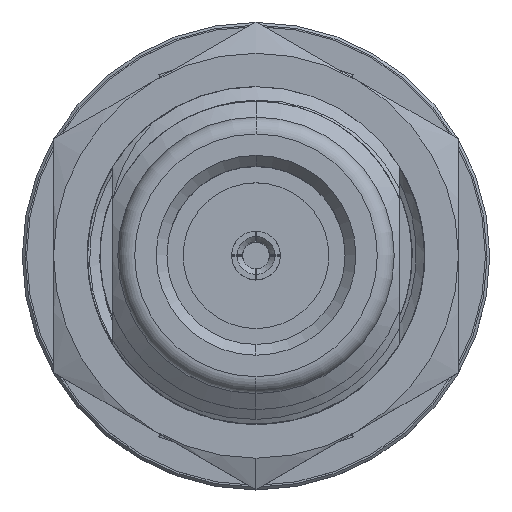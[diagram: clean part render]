
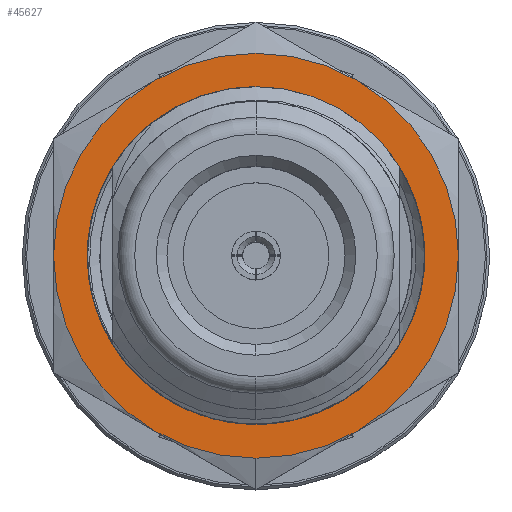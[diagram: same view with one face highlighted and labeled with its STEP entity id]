
A CAD part, top view. The second image highlights one B-rep face of the part: STEP entity #45627.
In plain terms, the highlighted face is planar.
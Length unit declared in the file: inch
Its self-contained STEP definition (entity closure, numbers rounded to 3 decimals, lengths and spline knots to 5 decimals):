
#936 = VERTEX_POINT ( 'NONE', #97958 ) ;
#3044 = VERTEX_POINT ( 'NONE', #74373 ) ;
#4006 = CIRCLE ( 'NONE', #138757, 0.3125 ) ;
#4739 = EDGE_CURVE ( 'NONE', #126674, #92205, #19527, .T. ) ;
#5150 = EDGE_CURVE ( 'NONE', #92205, #175389, #80108, .T. ) ;
#6932 = AXIS2_PLACEMENT_3D ( 'NONE', #131503, #48435, #157612 ) ;
#7203 = ORIENTED_EDGE ( 'NONE', *, *, #31862, .T. ) ;
#7239 = CIRCLE ( 'NONE', #28756, 0.375 ) ;
#12649 = CARTESIAN_POINT ( 'NONE',  ( 1.033, 0., -0.3125 ) ) ;
#14187 = DIRECTION ( 'NONE',  ( 0., 0., -1. ) ) ;
#16787 = DIRECTION ( 'NONE',  ( 1., 0., 0. ) ) ;
#18181 = CARTESIAN_POINT ( 'NONE',  ( 1.033, 0., 0. ) ) ;
#18305 = DIRECTION ( 'NONE',  ( 0., 0., -1. ) ) ;
#19527 = CIRCLE ( 'NONE', #106128, 0.375 ) ;
#20009 = DIRECTION ( 'NONE',  ( 1., 0., 0. ) ) ;
#22473 = AXIS2_PLACEMENT_3D ( 'NONE', #23814, #160869, #134755 ) ;
#23814 = CARTESIAN_POINT ( 'NONE',  ( 1.033, 0., 0. ) ) ;
#26556 = EDGE_LOOP ( 'NONE', ( #85910, #163496, #135815 ) ) ;
#27098 = CARTESIAN_POINT ( 'NONE',  ( 1.033, 0.1875, 0.32476 ) ) ;
#27177 = AXIS2_PLACEMENT_3D ( 'NONE', #172264, #128661, #18305 ) ;
#27528 = DIRECTION ( 'NONE',  ( 1., 0., 0. ) ) ;
#28756 = AXIS2_PLACEMENT_3D ( 'NONE', #116878, #88972, #61132 ) ;
#31082 = PLANE ( 'NONE',  #167755 ) ;
#31428 = CIRCLE ( 'NONE', #27177, 0.375 ) ;
#31563 = AXIS2_PLACEMENT_3D ( 'NONE', #145008, #147609, #65689 ) ;
#31746 = AXIS2_PLACEMENT_3D ( 'NONE', #82609, #27528, #14187 ) ;
#31862 = EDGE_CURVE ( 'NONE', #175389, #38345, #150064, .T. ) ;
#33119 = DIRECTION ( 'NONE',  ( 0., 0., -1. ) ) ;
#36569 = VERTEX_POINT ( 'NONE', #143623 ) ;
#38326 = CARTESIAN_POINT ( 'NONE',  ( 1.033, 0., -0.375 ) ) ;
#38345 = VERTEX_POINT ( 'NONE', #27098 ) ;
#38389 = CIRCLE ( 'NONE', #6932, 0.375 ) ;
#41620 = DIRECTION ( 'NONE',  ( 0., 0., -1. ) ) ;
#45627 = ADVANCED_FACE ( 'NONE', ( #119492, #102076 ), #31082, .T. ) ;
#48435 = DIRECTION ( 'NONE',  ( 1., 0., 0. ) ) ;
#49165 = VERTEX_POINT ( 'NONE', #12649 ) ;
#49317 = ORIENTED_EDGE ( 'NONE', *, *, #5150, .T. ) ;
#57117 = CIRCLE ( 'NONE', #93832, 0.375 ) ;
#57186 = VERTEX_POINT ( 'NONE', #144360 ) ;
#57226 = CARTESIAN_POINT ( 'NONE',  ( 1.033, 0.375, 0. ) ) ;
#59388 = DIRECTION ( 'NONE',  ( 0., 0., -1. ) ) ;
#59775 = DIRECTION ( 'NONE',  ( 1., 0., 0. ) ) ;
#61132 = DIRECTION ( 'NONE',  ( 0., 0., -1. ) ) ;
#65689 = DIRECTION ( 'NONE',  ( 0., 0., -1. ) ) ;
#71769 = CARTESIAN_POINT ( 'NONE',  ( 1.033, -0.375, 0. ) ) ;
#71834 = CARTESIAN_POINT ( 'NONE',  ( 1.033, 0., 0. ) ) ;
#74373 = CARTESIAN_POINT ( 'NONE',  ( 1.033, 0.09165, -0.29876 ) ) ;
#79843 = EDGE_CURVE ( 'NONE', #36569, #126674, #38389, .T. ) ;
#80108 = CIRCLE ( 'NONE', #172574, 0.375 ) ;
#82609 = CARTESIAN_POINT ( 'NONE',  ( 1.033, 0., 0. ) ) ;
#82744 = EDGE_CURVE ( 'NONE', #57186, #119273, #31428, .T. ) ;
#85910 = ORIENTED_EDGE ( 'NONE', *, *, #126583, .F. ) ;
#86441 = EDGE_CURVE ( 'NONE', #38345, #57186, #7239, .T. ) ;
#87550 = ORIENTED_EDGE ( 'NONE', *, *, #120048, .T. ) ;
#88015 = DIRECTION ( 'NONE',  ( 0., 0., -1. ) ) ;
#88972 = DIRECTION ( 'NONE',  ( 1., 0., 0. ) ) ;
#91038 = EDGE_LOOP ( 'NONE', ( #131921, #144174, #49317, #7203, #158652, #96788, #87550 ) ) ;
#92205 = VERTEX_POINT ( 'NONE', #113529 ) ;
#93832 = AXIS2_PLACEMENT_3D ( 'NONE', #125917, #97307, #41620 ) ;
#96788 = ORIENTED_EDGE ( 'NONE', *, *, #82744, .T. ) ;
#97307 = DIRECTION ( 'NONE',  ( 1., 0., 0. ) ) ;
#97908 = EDGE_CURVE ( 'NONE', #49165, #3044, #4006, .T. ) ;
#97958 = CARTESIAN_POINT ( 'NONE',  ( 1.033, -0.14645, -0.27606 ) ) ;
#100338 = DIRECTION ( 'NONE',  ( 0., 0., -1. ) ) ;
#102076 = FACE_OUTER_BOUND ( 'NONE', #91038, .T. ) ;
#106128 = AXIS2_PLACEMENT_3D ( 'NONE', #18181, #20009, #59388 ) ;
#106400 = CIRCLE ( 'NONE', #31746, 0.3125 ) ;
#113529 = CARTESIAN_POINT ( 'NONE',  ( 1.033, 0.1875, -0.32476 ) ) ;
#116878 = CARTESIAN_POINT ( 'NONE',  ( 1.033, 0., 0. ) ) ;
#119273 = VERTEX_POINT ( 'NONE', #71769 ) ;
#119492 = FACE_BOUND ( 'NONE', #26556, .T. ) ;
#120048 = EDGE_CURVE ( 'NONE', #119273, #36569, #57117, .T. ) ;
#125917 = CARTESIAN_POINT ( 'NONE',  ( 1.033, 0., 0. ) ) ;
#126583 = EDGE_CURVE ( 'NONE', #3044, #936, #174377, .T. ) ;
#126674 = VERTEX_POINT ( 'NONE', #38326 ) ;
#128661 = DIRECTION ( 'NONE',  ( 1., 0., 0. ) ) ;
#128960 = CARTESIAN_POINT ( 'NONE',  ( 1.033, 0., 0. ) ) ;
#131503 = CARTESIAN_POINT ( 'NONE',  ( 1.033, 0., 0. ) ) ;
#131921 = ORIENTED_EDGE ( 'NONE', *, *, #79843, .T. ) ;
#134755 = DIRECTION ( 'NONE',  ( 0., 0., -1. ) ) ;
#135815 = ORIENTED_EDGE ( 'NONE', *, *, #146854, .F. ) ;
#138757 = AXIS2_PLACEMENT_3D ( 'NONE', #128960, #16787, #33119 ) ;
#143623 = CARTESIAN_POINT ( 'NONE',  ( 1.033, -0.1875, -0.32476 ) ) ;
#144174 = ORIENTED_EDGE ( 'NONE', *, *, #4739, .T. ) ;
#144360 = CARTESIAN_POINT ( 'NONE',  ( 1.033, -0.1875, 0.32476 ) ) ;
#145008 = CARTESIAN_POINT ( 'NONE',  ( 1.033, 0., 0. ) ) ;
#146854 = EDGE_CURVE ( 'NONE', #936, #49165, #106400, .T. ) ;
#147609 = DIRECTION ( 'NONE',  ( 1., 0., 0. ) ) ;
#150064 = CIRCLE ( 'NONE', #31563, 0.375 ) ;
#156589 = DIRECTION ( 'NONE',  ( 1., 0., 0. ) ) ;
#157612 = DIRECTION ( 'NONE',  ( 0., 0., -1. ) ) ;
#158652 = ORIENTED_EDGE ( 'NONE', *, *, #86441, .T. ) ;
#160869 = DIRECTION ( 'NONE',  ( 1., 0., 0. ) ) ;
#163496 = ORIENTED_EDGE ( 'NONE', *, *, #97908, .F. ) ;
#167755 = AXIS2_PLACEMENT_3D ( 'NONE', #171128, #156589, #88015 ) ;
#171128 = CARTESIAN_POINT ( 'NONE',  ( 1.033, 0., 0. ) ) ;
#172264 = CARTESIAN_POINT ( 'NONE',  ( 1.033, 0., 0. ) ) ;
#172574 = AXIS2_PLACEMENT_3D ( 'NONE', #71834, #59775, #100338 ) ;
#174377 = CIRCLE ( 'NONE', #22473, 0.3125 ) ;
#175389 = VERTEX_POINT ( 'NONE', #57226 ) ;
